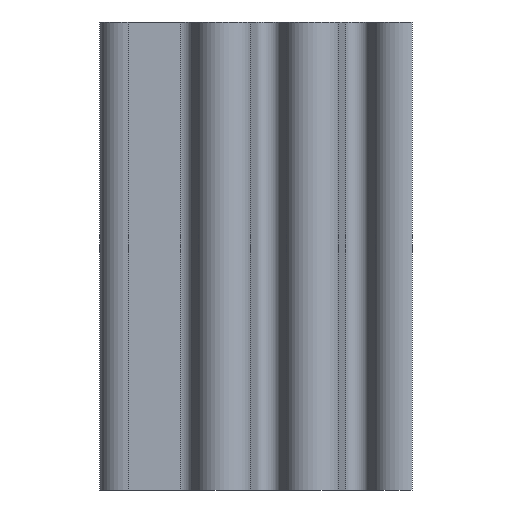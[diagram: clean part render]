
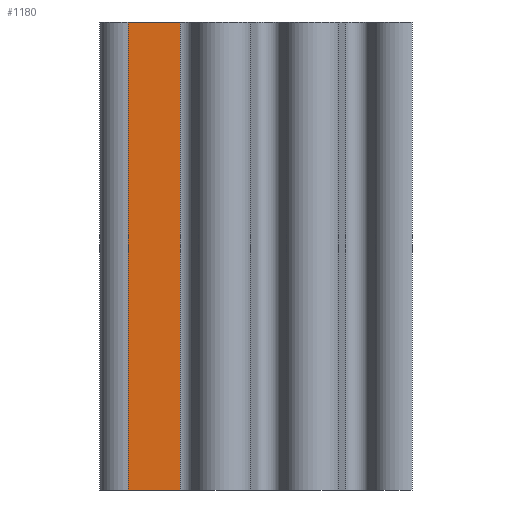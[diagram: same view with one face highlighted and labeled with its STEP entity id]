
A CAD part, left-side view. The second image highlights one B-rep face of the part: STEP entity #1180.
In plain terms, the highlighted planar face has unit normal (-1, 0, 0).
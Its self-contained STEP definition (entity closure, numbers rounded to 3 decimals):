
#24=PLANE('',#1282);
#66=FACE_OUTER_BOUND('',#128,.T.);
#128=EDGE_LOOP('',(#847,#848,#849,#850));
#208=LINE('',#1848,#328);
#209=LINE('',#1851,#329);
#210=LINE('',#1853,#330);
#211=LINE('',#1854,#331);
#328=VECTOR('',#1482,10.);
#329=VECTOR('',#1485,10.);
#330=VECTOR('',#1486,10.);
#331=VECTOR('',#1487,10.);
#509=VERTEX_POINT('',#1844);
#510=VERTEX_POINT('',#1846);
#511=VERTEX_POINT('',#1850);
#512=VERTEX_POINT('',#1852);
#648=EDGE_CURVE('',#509,#510,#208,.T.);
#649=EDGE_CURVE('',#511,#509,#209,.T.);
#650=EDGE_CURVE('',#512,#510,#210,.T.);
#651=EDGE_CURVE('',#511,#512,#211,.T.);
#847=ORIENTED_EDGE('',*,*,#649,.T.);
#848=ORIENTED_EDGE('',*,*,#648,.T.);
#849=ORIENTED_EDGE('',*,*,#650,.F.);
#850=ORIENTED_EDGE('',*,*,#651,.F.);
#1180=ADVANCED_FACE('',(#66),#24,.T.);
#1282=AXIS2_PLACEMENT_3D('',#1849,#1483,#1484);
#1482=DIRECTION('',(0.,0.,1.));
#1483=DIRECTION('center_axis',(-1.,0.,0.));
#1484=DIRECTION('ref_axis',(0.,-1.,0.));
#1485=DIRECTION('',(0.,-1.,0.));
#1486=DIRECTION('',(0.,-1.,0.));
#1487=DIRECTION('',(0.,0.,1.));
#1844=CARTESIAN_POINT('',(-12.339,119.981,0.));
#1846=CARTESIAN_POINT('',(-12.339,119.981,45.));
#1848=CARTESIAN_POINT('',(-12.339,119.981,0.));
#1849=CARTESIAN_POINT('Origin',(-12.339,124.981,0.));
#1850=CARTESIAN_POINT('',(-12.339,124.981,0.));
#1851=CARTESIAN_POINT('',(-12.339,124.981,0.));
#1852=CARTESIAN_POINT('',(-12.339,124.981,45.));
#1853=CARTESIAN_POINT('',(-12.339,124.981,45.));
#1854=CARTESIAN_POINT('',(-12.339,124.981,0.));
